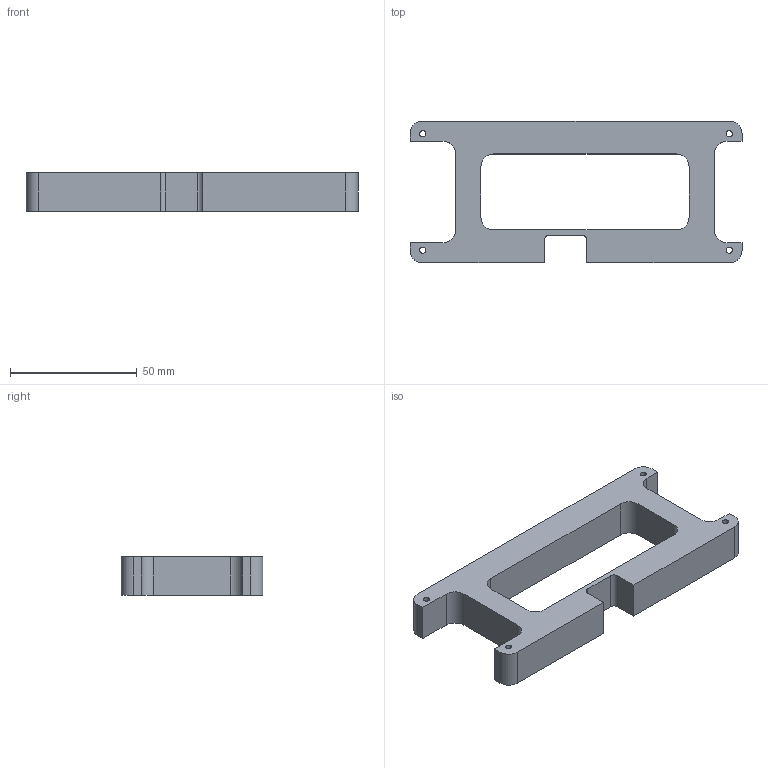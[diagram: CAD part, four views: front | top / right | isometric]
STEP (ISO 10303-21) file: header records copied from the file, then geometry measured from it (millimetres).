
FILE_DESCRIPTION (( 'STEP AP214' ), '1' );
FILE_NAME ('ÌÏÑÓ.687254.22-01 Ðàìêà.STEP', '2022-05-16T06:48:08', ( '' ), ( '' ), 'SwSTEP 2.0', 'SolidWorks 2021', '' );
FILE_SCHEMA (( 'AUTOMOTIVE_DESIGN' ));
Length unit declared in the file: millimetre
Products named in the file (1): ÌÏÑÓ.687254.22-01 Ðàìêà
Bounding box: 131 x 56 x 15 mm (x, y, z)
Volume: 52852.5 mm3; surface area: 17386.6 mm2
Topology: 1 solids, 1 shells, 76 faces, 190 edges, 116 vertices
Faces by surface type: cylinder 30, cone 24, plane 22
Entity records: 3144 total; most frequent: DIRECTION 420, CARTESIAN_POINT 383, ORIENTED_EDGE 380, EDGE_CURVE 190, AXIS2_PLACEMENT_3D 153, VERTEX_POINT 116, VECTOR 114, LINE 114
